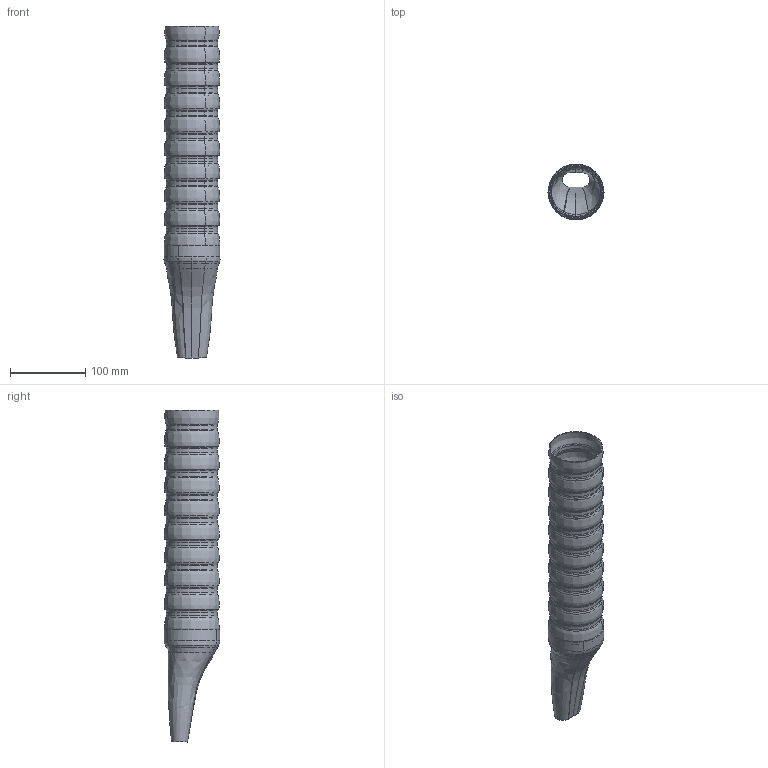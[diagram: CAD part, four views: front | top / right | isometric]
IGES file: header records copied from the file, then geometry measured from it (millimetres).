
Start section: START RECORD GO HERE.
Global section: file name: Pipe & Long Nozzle.igs; native system: DASSAULT SYSTEMES CATIA V5 R20 - www.3ds.com; preprocessor: CATIA Version 5 Release 20 ; author: DRAFTMAN; organization: KJNDESGN; date: 20150303.144312; units: millimetre
Bounding box: 74.64 x 74.01 x 441.83 mm (x, y, z)
Volume: 107872.5 mm3; surface area: 184967.3 mm2
Topology: 2 solids, 2 shells, 268 faces, 549 edges, 304 vertices
Faces by surface type: revolution 184, bspline 64, plane 20
